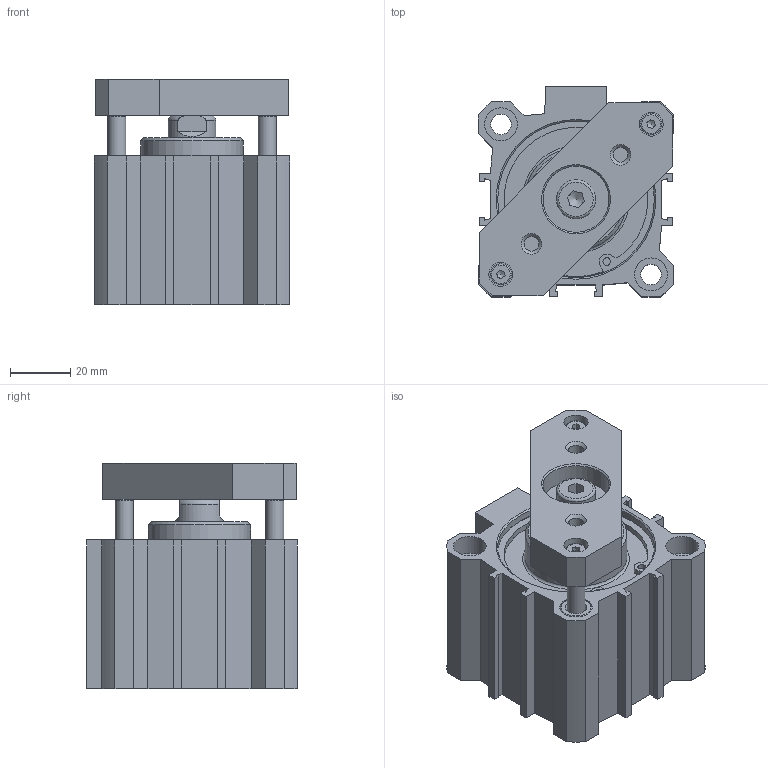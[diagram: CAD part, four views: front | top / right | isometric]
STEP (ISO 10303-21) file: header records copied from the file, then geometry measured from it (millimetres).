
FILE_DESCRIPTION((''),'2;1');
FILE_NAME('FDMA050.010.GS.F.stp','2016-03-30T11:19:49',('carlo.corazza'),(''),'Autodesk Inventor 2013','Autodesk Inventor 2013','');
FILE_SCHEMA(('AUTOMOTIVE_DESIGN { 1 0 10303 214 1 1 1 1 }'));
Length unit declared in the file: millimetre
Products named in the file (7): FDMA050..GS.F; COLONNETTE-010; CORPO-010; STAFFA; STELO-010; TA; TP
Assembly tree (7 placements, depth 2):
  FDMA050..GS.F
    COLONNETTE-010  x2
    CORPO-010
    STAFFA
    STELO-010
    TA
    TP
Bounding box: 65 x 70 x 75 mm (x, y, z)
Volume: 127451.8 mm3; surface area: 65152.9 mm2
Topology: 9 solids, 10 shells, 300 faces, 679 edges, 429 vertices
Faces by surface type: plane 152, cylinder 75, cone 58, torus 15
Full cylindrical faces by diameter (mm): 2.5 x4, 2.75 x2, 3.242 x2, 4 x2, 4.5 x2, 4.917 x2, 6 x4, 6.647 x1, 6.8 x4, 7 x2, 8 x2, 8.25 x1, 8.566 x2, 10.9 x2, 11 x8, 13 x1, 16 x1, 16.54 x1, 17.7 x1, 18 x1, 20.32 x1, 20.5 x1, 22 x1, 34 x1, 37 x1, 50 x1, 51.8 x4, 52.2 x2, 55.2 x2
Entity records: 7955 total; most frequent: CARTESIAN_POINT 1400, DIRECTION 1318, ORIENTED_EDGE 1044, EDGE_CURVE 522, AXIS2_PLACEMENT_3D 518, EDGE_LOOP 472, VERTEX_POINT 402, FACE_OUTER_BOUND 292
